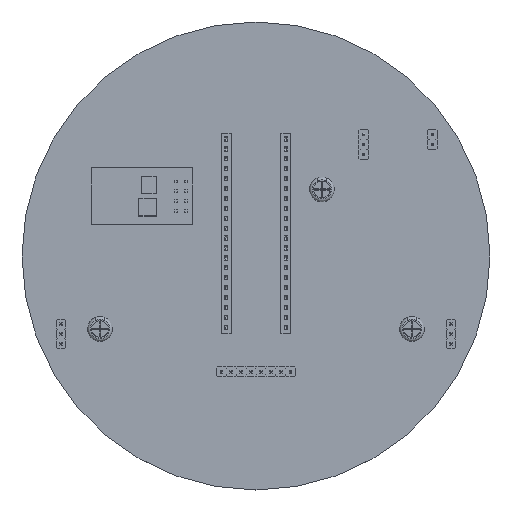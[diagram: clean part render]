
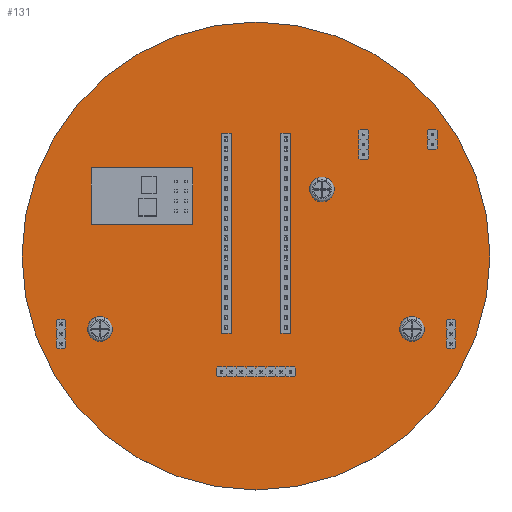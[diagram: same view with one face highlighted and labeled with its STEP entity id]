
A CAD part, top view. The second image highlights one B-rep face of the part: STEP entity #131.
In plain terms, the highlighted planar face has unit normal (0, 0, 1).
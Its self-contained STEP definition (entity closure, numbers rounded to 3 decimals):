
#96 = VERTEX_POINT('',#97);
#97 = CARTESIAN_POINT('',(120.,60.,0.411));
#103 = EDGE_CURVE('',#96,#96,#104,.T.);
#104 = CIRCLE('',#105,60.);
#105 = AXIS2_PLACEMENT_3D('',#106,#107,#108);
#106 = CARTESIAN_POINT('',(60.,60.,0.411));
#107 = DIRECTION('',(0.,0.,1.));
#108 = DIRECTION('',(1.,0.,0.));
#131 = ADVANCED_FACE('',(#132),#135,.F.);
#132 = FACE_BOUND('',#133,.T.);
#133 = EDGE_LOOP('',(#134));
#134 = ORIENTED_EDGE('',*,*,#103,.T.);
#135 = PLANE('',#136);
#136 = AXIS2_PLACEMENT_3D('',#137,#138,#139);
#137 = CARTESIAN_POINT('',(120.,60.,0.411));
#138 = DIRECTION('',(0.,0.,-1.));
#139 = DIRECTION('',(-1.,0.,0.));
